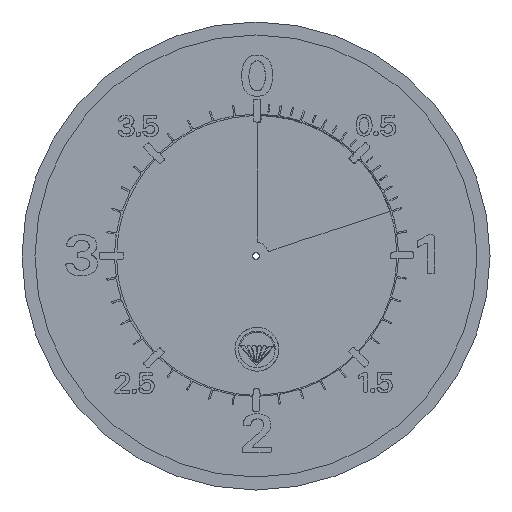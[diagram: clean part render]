
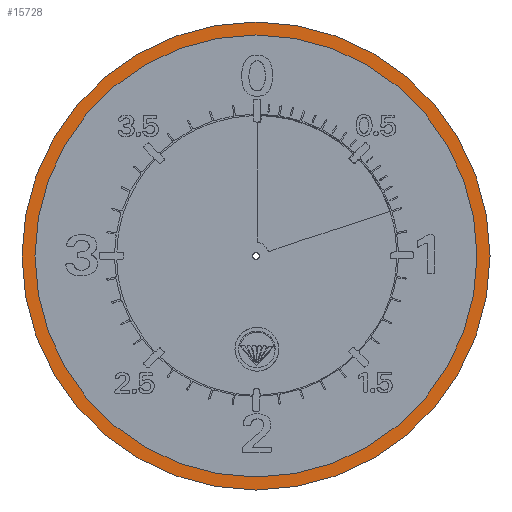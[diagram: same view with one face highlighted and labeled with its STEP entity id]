
A CAD part, front view. The second image highlights one B-rep face of the part: STEP entity #15728.
In plain terms, the highlighted planar face has unit normal (0, -1, 0).
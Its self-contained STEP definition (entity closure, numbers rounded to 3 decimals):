
#26=CIRCLE('',#16581,68.);
#28=CIRCLE('',#16584,72.);
#40=FACE_BOUND('',#1114,.T.);
#83=PLANE('',#16583);
#208=FACE_OUTER_BOUND('',#1113,.T.);
#1113=EDGE_LOOP('',(#10191));
#1114=EDGE_LOOP('',(#10192));
#5679=VERTEX_POINT('',#19560);
#5681=VERTEX_POINT('',#19566);
#7456=EDGE_CURVE('',#5679,#5679,#26,.T.);
#7459=EDGE_CURVE('',#5681,#5681,#28,.T.);
#10191=ORIENTED_EDGE('',*,*,#7459,.T.);
#10192=ORIENTED_EDGE('',*,*,#7456,.T.);
#15728=ADVANCED_FACE('',(#208,#40),#83,.F.);
#16581=AXIS2_PLACEMENT_3D('',#19561,#16733,#16734);
#16583=AXIS2_PLACEMENT_3D('',#19565,#16738,#16739);
#16584=AXIS2_PLACEMENT_3D('',#19567,#16740,#16741);
#16733=DIRECTION('center_axis',(0.,1.,0.));
#16734=DIRECTION('ref_axis',(1.,0.,0.));
#16738=DIRECTION('center_axis',(0.,1.,0.));
#16739=DIRECTION('ref_axis',(1.,0.,0.));
#16740=DIRECTION('center_axis',(0.,-1.,0.));
#16741=DIRECTION('ref_axis',(1.,0.,0.));
#19560=CARTESIAN_POINT('',(-68.,-1.,0.));
#19561=CARTESIAN_POINT('Origin',(0.,-1.,0.));
#19565=CARTESIAN_POINT('Origin',(0.,-1.,0.));
#19566=CARTESIAN_POINT('',(-72.,-1.,0.));
#19567=CARTESIAN_POINT('Origin',(0.,-1.,0.));
